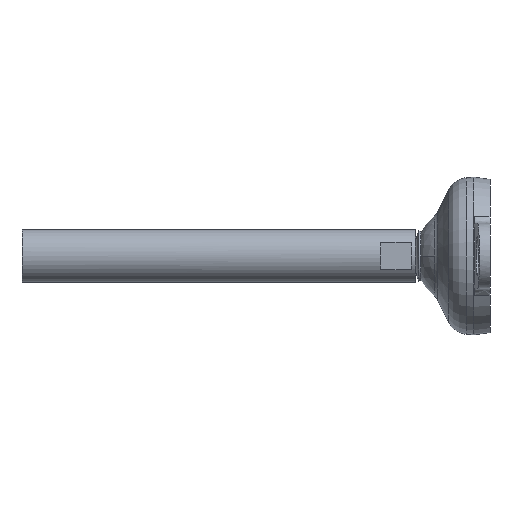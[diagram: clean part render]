
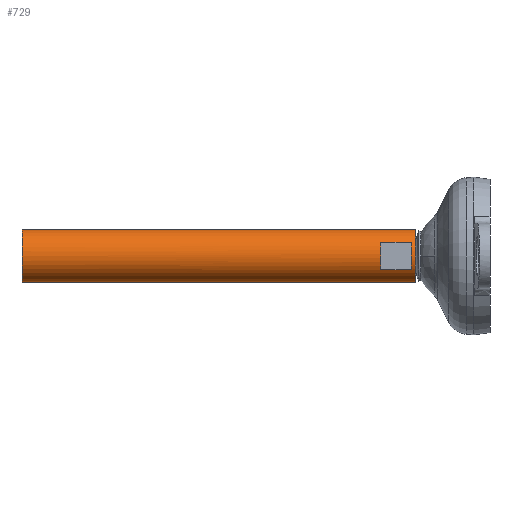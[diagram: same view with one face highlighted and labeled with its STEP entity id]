
A CAD part, left-side view. The second image highlights one B-rep face of the part: STEP entity #729.
In plain terms, the highlighted cylindrical face has radius 10 mm (diameter 20 mm), a partial arc.
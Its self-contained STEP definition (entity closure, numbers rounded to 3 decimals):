
#38 = DIRECTION ( 'NONE',  ( 0., -1., 0. ) ) ;
#89 = DIRECTION ( 'NONE',  ( 0., 0., -1. ) ) ;
#97 = CARTESIAN_POINT ( 'NONE',  ( -8.5, 30., -5.268 ) ) ;
#132 = ORIENTED_EDGE ( 'NONE', *, *, #699, .T. ) ;
#153 = VECTOR ( 'NONE', #463, 1000. ) ;
#180 = CARTESIAN_POINT ( 'NONE',  ( -8.5, 30., 5.268 ) ) ;
#209 = DIRECTION ( 'NONE',  ( 0., -1., 0. ) ) ;
#238 = EDGE_CURVE ( 'NONE', #585, #1731, #1184, .T. ) ;
#281 = DIRECTION ( 'NONE',  ( 0., 0., -1. ) ) ;
#372 = CARTESIAN_POINT ( 'NONE',  ( -8.5, 41.5, 5.268 ) ) ;
#416 = EDGE_LOOP ( 'NONE', ( #824, #1185, #132, #1602 ) ) ;
#420 = DIRECTION ( 'NONE',  ( 0., -1., 0. ) ) ;
#427 = FACE_OUTER_BOUND ( 'NONE', #1429, .T. ) ;
#454 = FACE_BOUND ( 'NONE', #416, .T. ) ;
#463 = DIRECTION ( 'NONE',  ( 0., -1., 0. ) ) ;
#467 = ORIENTED_EDGE ( 'NONE', *, *, #1391, .T. ) ;
#480 = EDGE_CURVE ( 'NONE', #1731, #1003, #1261, .T. ) ;
#525 = CARTESIAN_POINT ( 'NONE',  ( 0., 178., 10. ) ) ;
#585 = VERTEX_POINT ( 'NONE', #525 ) ;
#595 = DIRECTION ( 'NONE',  ( 0., 1., 0. ) ) ;
#596 = CARTESIAN_POINT ( 'NONE',  ( 0., 0., -10. ) ) ;
#691 = CARTESIAN_POINT ( 'NONE',  ( -8.5, 41.5, -5.268 ) ) ;
#699 = EDGE_CURVE ( 'NONE', #1001, #1495, #1707, .T. ) ;
#728 = VECTOR ( 'NONE', #1490, 1000. ) ;
#729 = ADVANCED_FACE ( 'NONE', ( #427, #454 ), #1378, .T. ) ;
#733 = LINE ( 'NONE', #596, #153 ) ;
#773 = EDGE_CURVE ( 'NONE', #1685, #1001, #1178, .T. ) ;
#780 = AXIS2_PLACEMENT_3D ( 'NONE', #1514, #38, #1129 ) ;
#817 = VERTEX_POINT ( 'NONE', #979 ) ;
#823 = CIRCLE ( 'NONE', #1657, 10. ) ;
#824 = ORIENTED_EDGE ( 'NONE', *, *, #1622, .T. ) ;
#859 = VERTEX_POINT ( 'NONE', #97 ) ;
#881 = DIRECTION ( 'NONE',  ( 0., 1., 0. ) ) ;
#907 = LINE ( 'NONE', #1017, #1299 ) ;
#908 = CIRCLE ( 'NONE', #1574, 10. ) ;
#948 = AXIS2_PLACEMENT_3D ( 'NONE', #1541, #209, #89 ) ;
#979 = CARTESIAN_POINT ( 'NONE',  ( 0., 178., -10. ) ) ;
#1001 = VERTEX_POINT ( 'NONE', #372 ) ;
#1003 = VERTEX_POINT ( 'NONE', #1030 ) ;
#1017 = CARTESIAN_POINT ( 'NONE',  ( -8.5, 0., -5.268 ) ) ;
#1030 = CARTESIAN_POINT ( 'NONE',  ( 0., 28.5, -10. ) ) ;
#1062 = CARTESIAN_POINT ( 'NONE',  ( 0., 28.5, 10. ) ) ;
#1064 = CARTESIAN_POINT ( 'NONE',  ( 0., 178., 0. ) ) ;
#1081 = DIRECTION ( 'NONE',  ( 0., -1., 0. ) ) ;
#1105 = CARTESIAN_POINT ( 'NONE',  ( 0., 41.5, 0. ) ) ;
#1129 = DIRECTION ( 'NONE',  ( 0., 0., -1. ) ) ;
#1141 = ORIENTED_EDGE ( 'NONE', *, *, #480, .F. ) ;
#1178 = CIRCLE ( 'NONE', #1562, 10. ) ;
#1184 = LINE ( 'NONE', #1580, #1263 ) ;
#1185 = ORIENTED_EDGE ( 'NONE', *, *, #773, .T. ) ;
#1247 = ORIENTED_EDGE ( 'NONE', *, *, #1315, .T. ) ;
#1261 = CIRCLE ( 'NONE', #948, 10. ) ;
#1263 = VECTOR ( 'NONE', #1360, 1000. ) ;
#1299 = VECTOR ( 'NONE', #881, 1000. ) ;
#1302 = CARTESIAN_POINT ( 'NONE',  ( 0., 30., 0. ) ) ;
#1315 = EDGE_CURVE ( 'NONE', #585, #817, #908, .T. ) ;
#1356 = DIRECTION ( 'NONE',  ( 0., 0., -1. ) ) ;
#1357 = DIRECTION ( 'NONE',  ( 0., 0., 1. ) ) ;
#1360 = DIRECTION ( 'NONE',  ( 0., -1., 0. ) ) ;
#1378 = CYLINDRICAL_SURFACE ( 'NONE', #780, 10. ) ;
#1391 = EDGE_CURVE ( 'NONE', #817, #1003, #733, .T. ) ;
#1429 = EDGE_LOOP ( 'NONE', ( #1666, #1247, #467, #1141 ) ) ;
#1490 = DIRECTION ( 'NONE',  ( 0., -1., 0. ) ) ;
#1495 = VERTEX_POINT ( 'NONE', #180 ) ;
#1514 = CARTESIAN_POINT ( 'NONE',  ( 0., 0., 0. ) ) ;
#1541 = CARTESIAN_POINT ( 'NONE',  ( 0., 28.5, 0. ) ) ;
#1562 = AXIS2_PLACEMENT_3D ( 'NONE', #1105, #595, #1357 ) ;
#1574 = AXIS2_PLACEMENT_3D ( 'NONE', #1064, #420, #281 ) ;
#1580 = CARTESIAN_POINT ( 'NONE',  ( 0., 0., 10. ) ) ;
#1602 = ORIENTED_EDGE ( 'NONE', *, *, #1650, .T. ) ;
#1622 = EDGE_CURVE ( 'NONE', #859, #1685, #907, .T. ) ;
#1650 = EDGE_CURVE ( 'NONE', #1495, #859, #823, .T. ) ;
#1657 = AXIS2_PLACEMENT_3D ( 'NONE', #1302, #1081, #1356 ) ;
#1666 = ORIENTED_EDGE ( 'NONE', *, *, #238, .F. ) ;
#1685 = VERTEX_POINT ( 'NONE', #691 ) ;
#1707 = LINE ( 'NONE', #1717, #728 ) ;
#1717 = CARTESIAN_POINT ( 'NONE',  ( -8.5, 0., 5.268 ) ) ;
#1731 = VERTEX_POINT ( 'NONE', #1062 ) ;
